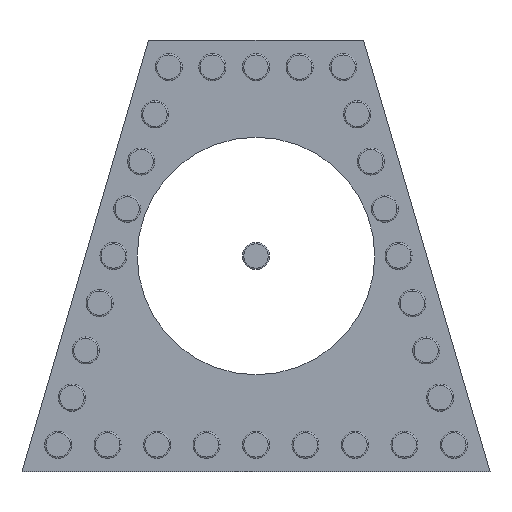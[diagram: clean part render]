
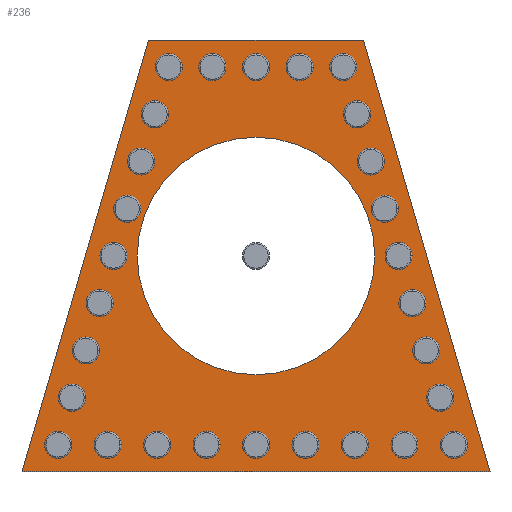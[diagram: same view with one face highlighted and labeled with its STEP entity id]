
A CAD part, front view. The second image highlights one B-rep face of the part: STEP entity #236.
In plain terms, the highlighted planar face has unit normal (0, -1, 0).
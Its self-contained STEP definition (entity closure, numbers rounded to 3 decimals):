
#32=CARTESIAN_POINT('',(17.305,0.,-15.971));
#33=VERTEX_POINT('',#32);
#34=CARTESIAN_POINT('',(7.949,0.,15.971));
#35=VERTEX_POINT('',#34);
#36=CARTESIAN_POINT('',(17.305,0.,-15.971));
#37=DIRECTION('',(-0.281,0.,0.96));
#38=VECTOR('',#37,33.283);
#39=LINE('',#36,#38);
#40=EDGE_CURVE('',#33,#35,#39,.T.);
#72=CARTESIAN_POINT('',(-17.305,0.,-15.971));
#73=VERTEX_POINT('',#72);
#74=CARTESIAN_POINT('',(-17.305,0.,-15.971));
#75=DIRECTION('',(1.,0.,0.));
#76=VECTOR('',#75,34.609);
#77=LINE('',#74,#76);
#78=EDGE_CURVE('',#73,#33,#77,.T.);
#103=CARTESIAN_POINT('',(-7.949,0.,15.971));
#104=VERTEX_POINT('',#103);
#105=CARTESIAN_POINT('',(-7.949,0.,15.971));
#106=DIRECTION('',(-0.281,0.,-0.96));
#107=VECTOR('',#106,33.283);
#108=LINE('',#105,#107);
#109=EDGE_CURVE('',#104,#73,#108,.T.);
#134=CARTESIAN_POINT('',(7.949,0.,15.971));
#135=DIRECTION('',(-1.,0.,0.));
#136=VECTOR('',#135,15.899);
#137=LINE('',#134,#136);
#138=EDGE_CURVE('',#35,#104,#137,.T.);
#156=CARTESIAN_POINT('',(0.,0.,-8.78));
#157=VERTEX_POINT('',#156);
#166=CARTESIAN_POINT('',(-8.78,0.,0.));
#167=VERTEX_POINT('',#166);
#168=CARTESIAN_POINT('',(0.,0.,0.));
#169=DIRECTION('',(0.,1.,0.));
#170=DIRECTION('',(-1.,0.,0.));
#171=AXIS2_PLACEMENT_3D('',#168,#169,#170);
#172=CIRCLE('',#171,8.78);
#173=EDGE_CURVE('',#167,#157,#172,.T.);
#215=CARTESIAN_POINT('',(0.,0.,0.));
#216=DIRECTION('',(0.,1.,0.));
#217=DIRECTION('',(-1.,0.,0.));
#218=AXIS2_PLACEMENT_3D('',#215,#216,#217);
#219=PLANE('',#218);
#220=ORIENTED_EDGE('',*,*,#40,.T.);
#221=ORIENTED_EDGE('',*,*,#138,.T.);
#222=ORIENTED_EDGE('',*,*,#109,.T.);
#223=ORIENTED_EDGE('',*,*,#78,.T.);
#224=EDGE_LOOP('',(#220,#221,#222,#223));
#225=FACE_BOUND('',#224,.T.);
#226=ORIENTED_EDGE('',*,*,#173,.T.);
#227=CARTESIAN_POINT('',(0.,0.,0.));
#228=DIRECTION('',(0.,1.,0.));
#229=DIRECTION('',(-1.,0.,0.));
#230=AXIS2_PLACEMENT_3D('',#227,#228,#229);
#231=CIRCLE('',#230,8.78);
#232=EDGE_CURVE('',#157,#167,#231,.T.);
#233=ORIENTED_EDGE('',*,*,#232,.T.);
#234=EDGE_LOOP('',(#226,#233));
#235=FACE_BOUND('',#234,.T.);
#236=ADVANCED_FACE('',(#225,#235),#219,.F.);
